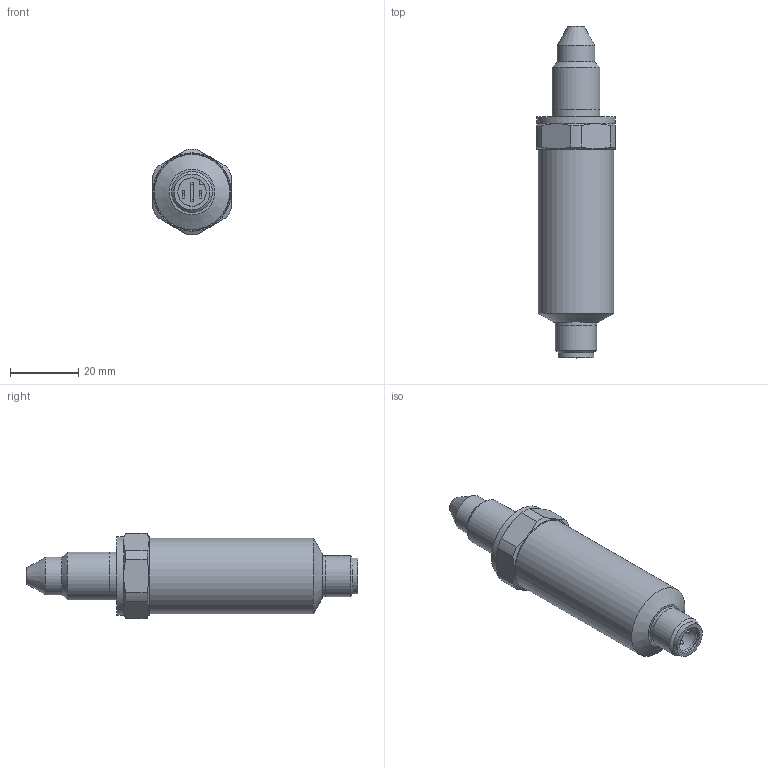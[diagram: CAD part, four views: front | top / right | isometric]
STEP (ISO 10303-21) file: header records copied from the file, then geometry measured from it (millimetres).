
FILE_DESCRIPTION( ( 'Unknown' ), '1' );
FILE_NAME( 'PBMx_xxxxxxxx1408xxx.stp', 'Unknown', ( 'Unknown' ), ( 'Unknown' ), 'PSStep 14.0', 'Unknown', ' ' );
FILE_SCHEMA( ( 'AUTOMOTIVE_DESIGN { 1 0 10303 214 1 1 1 1 }' ) );
Length unit declared in the file: millimetre
Products named in the file (1): 11016276
Bounding box: 23 x 97 x 24.99 mm (x, y, z)
Volume: 26729.3 mm3; surface area: 7473.4 mm2
Topology: 1 solids, 2 shells, 130 faces, 335 edges, 220 vertices
Faces by surface type: plane 76, cylinder 40, cone 12, torus 2
Full cylindrical faces by diameter (mm): 3.2 x1, 8.3 x1, 9.4 x1, 9.45 x1, 9.5 x1, 10.5 x1, 11 x1, 12 x2, 14 x2, 22 x1, 22.3 x1, 22.9 x1
Entity records: 4884 total; most frequent: CARTESIAN_POINT 768, DIRECTION 644, ORIENTED_EDGE 592, EDGE_CURVE 296, AXIS2_PLACEMENT_3D 229, VERTEX_POINT 209, LINE 186, VECTOR 186
